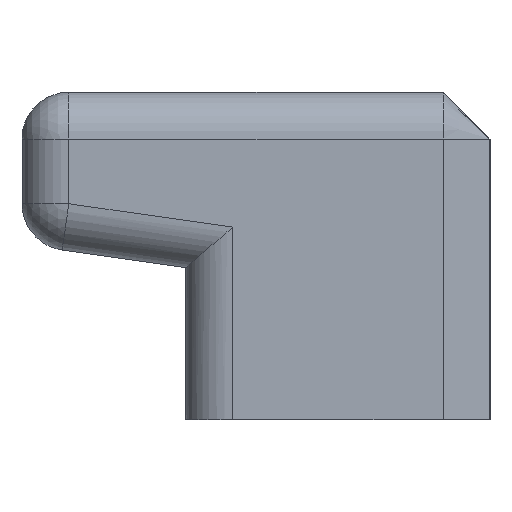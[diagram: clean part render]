
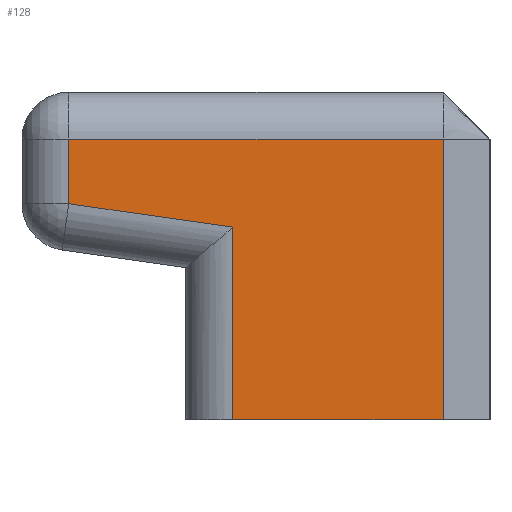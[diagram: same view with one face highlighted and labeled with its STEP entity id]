
A CAD part, left-side view. The second image highlights one B-rep face of the part: STEP entity #128.
In plain terms, the highlighted face is planar.
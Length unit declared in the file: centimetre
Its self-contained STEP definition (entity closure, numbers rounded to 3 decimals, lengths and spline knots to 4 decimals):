
#14 = VECTOR ( 'NONE', #1000, 100. ) ;
#29 = VERTEX_POINT ( 'NONE', #445 ) ;
#31 = LINE ( 'NONE', #1086, #491 ) ;
#37 = VECTOR ( 'NONE', #820, 100. ) ;
#86 = EDGE_CURVE ( 'NONE', #1124, #663, #822, .T. ) ;
#107 = CARTESIAN_POINT ( 'NONE',  ( 0.2, -0.3765, 1.1 ) ) ;
#117 = ORIENTED_EDGE ( 'NONE', *, *, #388, .T. ) ;
#123 = CARTESIAN_POINT ( 'NONE',  ( 0.2, -1.2, 0.2 ) ) ;
#128 = ADVANCED_FACE ( 'NONE', ( #361 ), #714, .F. ) ;
#182 = VERTEX_POINT ( 'NONE', #107 ) ;
#197 = VECTOR ( 'NONE', #593, 100. ) ;
#242 = LINE ( 'NONE', #855, #197 ) ;
#254 = EDGE_CURVE ( 'NONE', #538, #29, #31, .T. ) ;
#287 = DIRECTION ( 'NONE',  ( 0., 0., -1. ) ) ;
#288 = DIRECTION ( 'NONE',  ( 0., -1., 0. ) ) ;
#334 = VECTOR ( 'NONE', #1050, 100. ) ;
#360 = CARTESIAN_POINT ( 'NONE',  ( 0.2, -1.2, 0.2 ) ) ;
#361 = FACE_OUTER_BOUND ( 'NONE', #473, .T. ) ;
#364 = AXIS2_PLACEMENT_3D ( 'NONE', #536, #988, #288 ) ;
#388 = EDGE_CURVE ( 'NONE', #29, #540, #917, .T. ) ;
#392 = CARTESIAN_POINT ( 'NONE',  ( 0.2, -1.2, 2. ) ) ;
#400 = VECTOR ( 'NONE', #287, 100. ) ;
#417 = CARTESIAN_POINT ( 'NONE',  ( 0.2, -0.2765, 1.8 ) ) ;
#430 = CARTESIAN_POINT ( 'NONE',  ( 0.2, -0.267, 1.8667 ) ) ;
#445 = CARTESIAN_POINT ( 'NONE',  ( 0.2, 0., 1.8 ) ) ;
#473 = EDGE_LOOP ( 'NONE', ( #477, #1037, #888, #117, #649, #1118 ) ) ;
#476 = LINE ( 'NONE', #123, #37 ) ;
#477 = ORIENTED_EDGE ( 'NONE', *, *, #86, .T. ) ;
#491 = VECTOR ( 'NONE', #1014, 100. ) ;
#493 = EDGE_CURVE ( 'NONE', #182, #1124, #242, .T. ) ;
#536 = CARTESIAN_POINT ( 'NONE',  ( 0.2, -1.2, 2. ) ) ;
#538 = VERTEX_POINT ( 'NONE', #849 ) ;
#540 = VERTEX_POINT ( 'NONE', #417 ) ;
#593 = DIRECTION ( 'NONE',  ( 0., -1., 0. ) ) ;
#624 = LINE ( 'NONE', #430, #334 ) ;
#649 = ORIENTED_EDGE ( 'NONE', *, *, #912, .T. ) ;
#663 = VERTEX_POINT ( 'NONE', #360 ) ;
#714 = PLANE ( 'NONE',  #364 ) ;
#820 = DIRECTION ( 'NONE',  ( 0., 1., 0. ) ) ;
#822 = LINE ( 'NONE', #392, #400 ) ;
#849 = CARTESIAN_POINT ( 'NONE',  ( 0.2, 0., 0.2 ) ) ;
#855 = CARTESIAN_POINT ( 'NONE',  ( 0.2, -1.2, 1.1 ) ) ;
#888 = ORIENTED_EDGE ( 'NONE', *, *, #254, .T. ) ;
#912 = EDGE_CURVE ( 'NONE', #540, #182, #624, .T. ) ;
#917 = LINE ( 'NONE', #1092, #14 ) ;
#936 = CARTESIAN_POINT ( 'NONE',  ( 0.2, -1.2, 1.1 ) ) ;
#988 = DIRECTION ( 'NONE',  ( -1., 0., 0. ) ) ;
#1000 = DIRECTION ( 'NONE',  ( 0., -1., 0. ) ) ;
#1014 = DIRECTION ( 'NONE',  ( 0., 0., 1. ) ) ;
#1037 = ORIENTED_EDGE ( 'NONE', *, *, #1041, .T. ) ;
#1041 = EDGE_CURVE ( 'NONE', #663, #538, #476, .T. ) ;
#1050 = DIRECTION ( 'NONE',  ( 0., -0.141, -0.99 ) ) ;
#1086 = CARTESIAN_POINT ( 'NONE',  ( 0.2, 0., 2. ) ) ;
#1092 = CARTESIAN_POINT ( 'NONE',  ( 0.2, -0.45, 1.8 ) ) ;
#1118 = ORIENTED_EDGE ( 'NONE', *, *, #493, .T. ) ;
#1124 = VERTEX_POINT ( 'NONE', #936 ) ;
